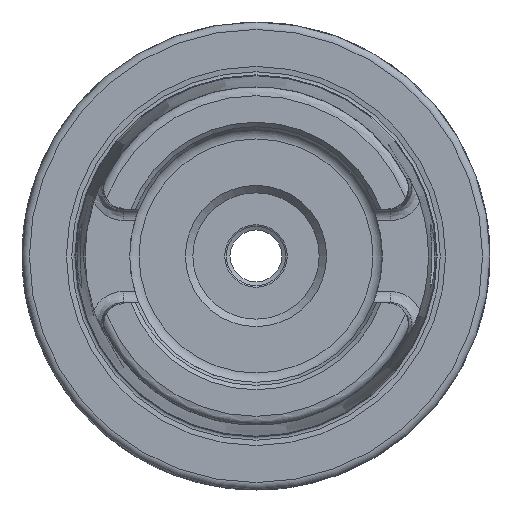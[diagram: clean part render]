
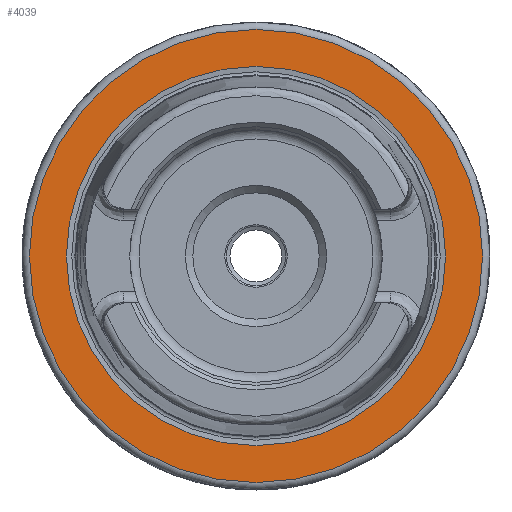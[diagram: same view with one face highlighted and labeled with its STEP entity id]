
A CAD part, left-side view. The second image highlights one B-rep face of the part: STEP entity #4039.
In plain terms, the highlighted planar face has unit normal (-1, 0, 0).
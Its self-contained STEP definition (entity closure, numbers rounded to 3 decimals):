
#159=PLANE('',#4440);
#207=FACE_BOUND('',#1081,.T.);
#824=FACE_OUTER_BOUND('',#1080,.T.);
#1080=EDGE_LOOP('',(#3369));
#1081=EDGE_LOOP('',(#3370));
#1327=CIRCLE('',#4439,25.521);
#1328=CIRCLE('',#4441,30.5);
#1829=VERTEX_POINT('',#8431);
#1830=VERTEX_POINT('',#8435);
#2363=EDGE_CURVE('',#1829,#1829,#1327,.T.);
#2364=EDGE_CURVE('',#1830,#1830,#1328,.T.);
#3369=ORIENTED_EDGE('',*,*,#2364,.F.);
#3370=ORIENTED_EDGE('',*,*,#2363,.T.);
#4039=ADVANCED_FACE('',(#824,#207),#159,.T.);
#4439=AXIS2_PLACEMENT_3D('',#8433,#5269,#5270);
#4440=AXIS2_PLACEMENT_3D('',#8434,#5271,#5272);
#4441=AXIS2_PLACEMENT_3D('',#8436,#5273,#5274);
#5269=DIRECTION('center_axis',(1.,0.,0.));
#5270=DIRECTION('ref_axis',(0.,0.,-1.));
#5271=DIRECTION('center_axis',(-1.,0.,0.));
#5272=DIRECTION('ref_axis',(0.,0.,1.));
#5273=DIRECTION('center_axis',(1.,0.,0.));
#5274=DIRECTION('ref_axis',(0.,0.,-1.));
#8431=CARTESIAN_POINT('',(0.,-25.521,0.));
#8433=CARTESIAN_POINT('Origin',(0.,0.,
0.));
#8434=CARTESIAN_POINT('Origin',(0.,30.5,0.));
#8435=CARTESIAN_POINT('',(0.,0.,30.5));
#8436=CARTESIAN_POINT('Origin',(0.,0.,
0.));
